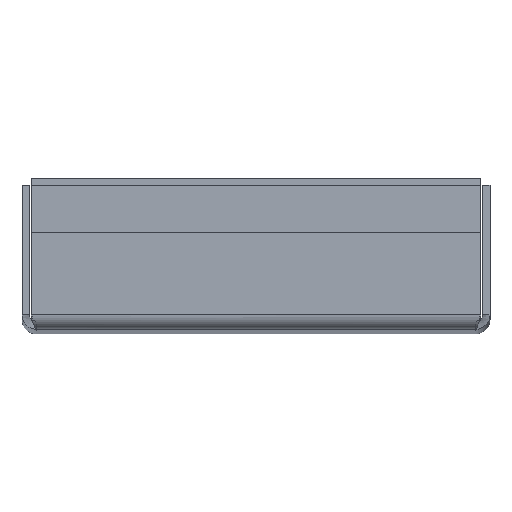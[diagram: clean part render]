
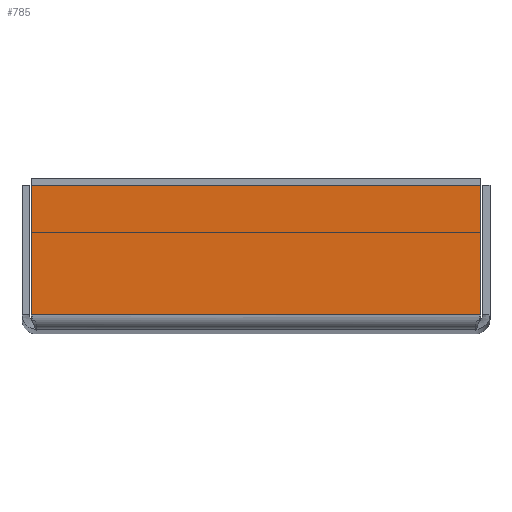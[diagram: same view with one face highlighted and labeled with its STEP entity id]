
A CAD part, top view. The second image highlights one B-rep face of the part: STEP entity #785.
In plain terms, the highlighted planar face has unit normal (0, 0, 1).
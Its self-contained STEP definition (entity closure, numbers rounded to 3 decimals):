
#54=PLANE($,#840);
#89=FACE_OUTER_BOUND($,#135,.T.);
#135=EDGE_LOOP($,(#540,#541,#542,#543));
#208=LINE($,#1081,#280);
#214=LINE($,#1110,#286);
#220=LINE($,#1174,#292);
#222=LINE($,#1177,#294);
#280=VECTOR($,#895,49.976);
#286=VECTOR($,#905,14.4);
#292=VECTOR($,#913,14.4);
#294=VECTOR($,#917,49.976);
#352=VERTEX_POINT($,#1079);
#353=VERTEX_POINT($,#1080);
#360=VERTEX_POINT($,#1109);
#363=VERTEX_POINT($,#1173);
#412=EDGE_CURVE($,#352,#353,#208,.T.);
#420=EDGE_CURVE($,#360,#353,#214,.T.);
#428=EDGE_CURVE($,#352,#363,#220,.T.);
#430=EDGE_CURVE($,#363,#360,#222,.T.);
#540=ORIENTED_EDGE($,*,*,#412,.T.);
#541=ORIENTED_EDGE($,*,*,#420,.F.);
#542=ORIENTED_EDGE($,*,*,#430,.F.);
#543=ORIENTED_EDGE($,*,*,#428,.F.);
#785=ADVANCED_FACE($,(#89),#54,.T.);
#840=AXIS2_PLACEMENT_3D($,#1178,#918,#919);
#895=DIRECTION($,(1.,0.,0.));
#905=DIRECTION($,(0.,-1.,0.));
#913=DIRECTION($,(0.,1.,0.));
#917=DIRECTION($,(1.,0.,0.));
#918=DIRECTION('center_axis',(0.,0.,
1.));
#919=DIRECTION('ref_axis',(0.,1.,0.));
#1079=CARTESIAN_POINT('',(-24.988,-12.2,149.5));
#1080=CARTESIAN_POINT('',(24.988,-12.2,149.5));
#1081=CARTESIAN_POINT($,(0.,-12.2,149.5));
#1109=CARTESIAN_POINT('',(24.988,2.2,149.5));
#1110=CARTESIAN_POINT($,(24.988,-12.2,149.5));
#1173=CARTESIAN_POINT('',(-24.988,2.2,149.5));
#1174=CARTESIAN_POINT($,(-24.988,-12.2,149.5));
#1177=CARTESIAN_POINT($,(-24.988,2.2,149.5));
#1178=CARTESIAN_POINT('Origin',(0.,-5.664,
149.5));
